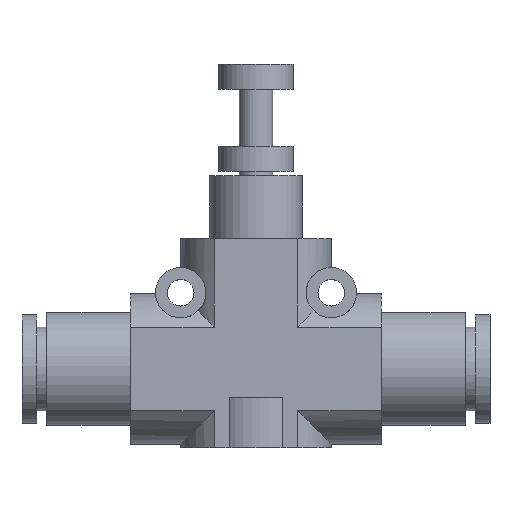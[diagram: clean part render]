
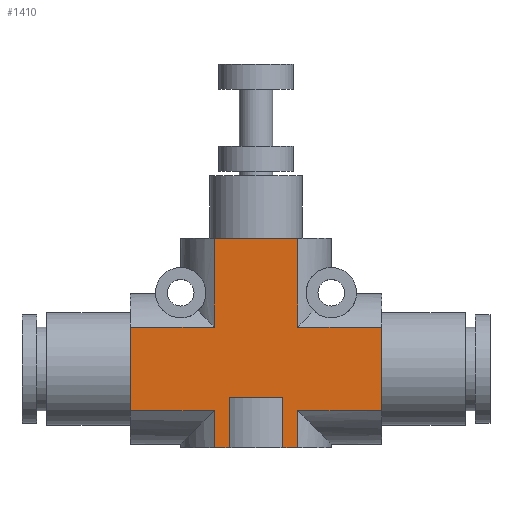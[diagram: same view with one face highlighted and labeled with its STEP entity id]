
A CAD part, top view. The second image highlights one B-rep face of the part: STEP entity #1410.
In plain terms, the highlighted planar face has unit normal (0, 0, 1).
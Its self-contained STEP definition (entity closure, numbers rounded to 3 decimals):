
#70=LINE('',#1867,#138);
#72=LINE('',#1878,#140);
#74=LINE('',#1887,#142);
#76=LINE('',#1913,#144);
#78=LINE('',#2007,#146);
#80=LINE('',#2016,#148);
#82=LINE('',#2019,#150);
#84=LINE('',#2022,#152);
#86=LINE('',#2028,#154);
#88=LINE('',#2037,#156);
#95=LINE('',#2053,#163);
#99=LINE('',#2061,#167);
#101=LINE('',#2066,#169);
#129=LINE('',#2125,#197);
#130=LINE('',#2127,#198);
#131=LINE('',#2128,#199);
#138=VECTOR('',#1569,1000.);
#140=VECTOR('',#1579,1000.);
#142=VECTOR('',#1587,1000.);
#144=VECTOR('',#1595,1000.);
#146=VECTOR('',#1649,1000.);
#148=VECTOR('',#1657,1000.);
#150=VECTOR('',#1661,1000.);
#152=VECTOR('',#1665,1000.);
#154=VECTOR('',#1671,1000.);
#156=VECTOR('',#1679,1000.);
#163=VECTOR('',#1690,1000.);
#167=VECTOR('',#1696,1000.);
#169=VECTOR('',#1700,1000.);
#197=VECTOR('',#1754,1000.);
#198=VECTOR('',#1755,1000.);
#199=VECTOR('',#1756,1000.);
#355=ORIENTED_EDGE('',*,*,#542,.T.);
#356=ORIENTED_EDGE('',*,*,#543,.F.);
#357=ORIENTED_EDGE('',*,*,#494,.F.);
#358=ORIENTED_EDGE('',*,*,#498,.F.);
#359=ORIENTED_EDGE('',*,*,#491,.F.);
#360=ORIENTED_EDGE('',*,*,#465,.F.);
#361=ORIENTED_EDGE('',*,*,#451,.F.);
#362=ORIENTED_EDGE('',*,*,#489,.F.);
#363=ORIENTED_EDGE('',*,*,#460,.F.);
#364=ORIENTED_EDGE('',*,*,#456,.F.);
#365=ORIENTED_EDGE('',*,*,#483,.F.);
#366=ORIENTED_EDGE('',*,*,#487,.F.);
#367=ORIENTED_EDGE('',*,*,#544,.T.);
#368=ORIENTED_EDGE('',*,*,#510,.T.);
#369=ORIENTED_EDGE('',*,*,#506,.T.);
#370=ORIENTED_EDGE('',*,*,#512,.T.);
#451=EDGE_CURVE('',#573,#574,#70,.T.);
#456=EDGE_CURVE('',#578,#579,#72,.T.);
#460=EDGE_CURVE('',#579,#582,#74,.T.);
#465=EDGE_CURVE('',#574,#586,#76,.T.);
#483=EDGE_CURVE('',#601,#578,#78,.T.);
#487=EDGE_CURVE('',#604,#601,#80,.T.);
#489=EDGE_CURVE('',#582,#573,#82,.T.);
#491=EDGE_CURVE('',#586,#605,#84,.T.);
#494=EDGE_CURVE('',#607,#608,#86,.T.);
#498=EDGE_CURVE('',#605,#607,#88,.T.);
#506=EDGE_CURVE('',#618,#617,#95,.T.);
#510=EDGE_CURVE('',#619,#618,#99,.T.);
#512=EDGE_CURVE('',#617,#622,#101,.T.);
#542=EDGE_CURVE('',#622,#641,#129,.T.);
#543=EDGE_CURVE('',#608,#641,#130,.T.);
#544=EDGE_CURVE('',#604,#619,#131,.T.);
#573=VERTEX_POINT('',#1868);
#574=VERTEX_POINT('',#1869);
#578=VERTEX_POINT('',#1879);
#579=VERTEX_POINT('',#1880);
#582=VERTEX_POINT('',#1888);
#586=VERTEX_POINT('',#1914);
#601=VERTEX_POINT('',#2008);
#604=VERTEX_POINT('',#2015);
#605=VERTEX_POINT('',#2023);
#607=VERTEX_POINT('',#2029);
#608=VERTEX_POINT('',#2030);
#617=VERTEX_POINT('',#2052);
#618=VERTEX_POINT('',#2054);
#619=VERTEX_POINT('',#2058);
#622=VERTEX_POINT('',#2065);
#641=VERTEX_POINT('',#2126);
#758=EDGE_LOOP('',(#355,#356,#357,#358,#359,#360,#361,#362,#363,#364,#365,
#366,#367,#368,#369,#370));
#854=FACE_BOUND('',#758,.T.);
#921=PLANE('',#1512);
#1410=ADVANCED_FACE('',(#854),#921,.T.);
#1512=AXIS2_PLACEMENT_3D('',#2124,#1752,#1753);
#1569=DIRECTION('',(1.,0.,0.));
#1579=DIRECTION('',(0.,1.,0.));
#1587=DIRECTION('',(1.,0.,0.));
#1595=DIRECTION('',(0.,-1.,0.));
#1649=DIRECTION('',(-1.,0.,0.));
#1657=DIRECTION('',(0.,1.,0.));
#1661=DIRECTION('',(0.,1.,0.));
#1665=DIRECTION('',(1.,0.,0.));
#1671=DIRECTION('',(-1.,0.,0.));
#1679=DIRECTION('',(0.,-1.,0.));
#1690=DIRECTION('',(1.,0.,0.));
#1696=DIRECTION('',(0.,1.,0.));
#1700=DIRECTION('',(0.,-1.,0.));
#1752=DIRECTION('',(0.,0.,1.));
#1753=DIRECTION('',(1.,0.,0.));
#1754=DIRECTION('',(1.,0.,0.));
#1755=DIRECTION('',(0.,-1.,0.));
#1756=DIRECTION('',(1.,0.,0.));
#1867=CARTESIAN_POINT('',(-4.975,26.9,7.5));
#1868=CARTESIAN_POINT('',(-4.975,26.9,7.5));
#1869=CARTESIAN_POINT('',(4.975,26.9,7.5));
#1878=CARTESIAN_POINT('',(-15.,6.325,7.5));
#1879=CARTESIAN_POINT('',(-15.,6.325,7.5));
#1880=CARTESIAN_POINT('',(-15.,16.275,7.5));
#1887=CARTESIAN_POINT('',(-15.,16.275,7.5));
#1888=CARTESIAN_POINT('',(-4.975,16.275,7.5));
#1913=CARTESIAN_POINT('',(4.975,26.9,7.5));
#1914=CARTESIAN_POINT('',(4.975,16.275,7.5));
#2007=CARTESIAN_POINT('',(-4.975,6.325,7.5));
#2008=CARTESIAN_POINT('',(-4.975,6.325,7.5));
#2015=CARTESIAN_POINT('',(-4.975,1.9,7.5));
#2016=CARTESIAN_POINT('',(-4.975,1.9,7.5));
#2019=CARTESIAN_POINT('',(-4.975,16.275,7.5));
#2022=CARTESIAN_POINT('',(4.975,16.275,7.5));
#2023=CARTESIAN_POINT('',(15.,16.275,7.5));
#2028=CARTESIAN_POINT('',(15.,6.325,7.5));
#2029=CARTESIAN_POINT('',(15.,6.325,7.5));
#2030=CARTESIAN_POINT('',(4.975,6.325,7.5));
#2037=CARTESIAN_POINT('',(15.,16.275,7.5));
#2052=CARTESIAN_POINT('',(3.2,7.9,7.5));
#2053=CARTESIAN_POINT('',(-3.2,7.9,7.5));
#2054=CARTESIAN_POINT('',(-3.2,7.9,7.5));
#2058=CARTESIAN_POINT('',(-3.2,1.9,7.5));
#2061=CARTESIAN_POINT('',(-3.2,1.9,7.5));
#2065=CARTESIAN_POINT('',(3.2,1.9,7.5));
#2066=CARTESIAN_POINT('',(3.2,7.9,7.5));
#2124=CARTESIAN_POINT('',(15.,36.667,7.5));
#2125=CARTESIAN_POINT('',(3.2,1.9,7.5));
#2126=CARTESIAN_POINT('',(4.975,1.9,7.5));
#2127=CARTESIAN_POINT('',(4.975,6.325,7.5));
#2128=CARTESIAN_POINT('',(-4.975,1.9,7.5));
